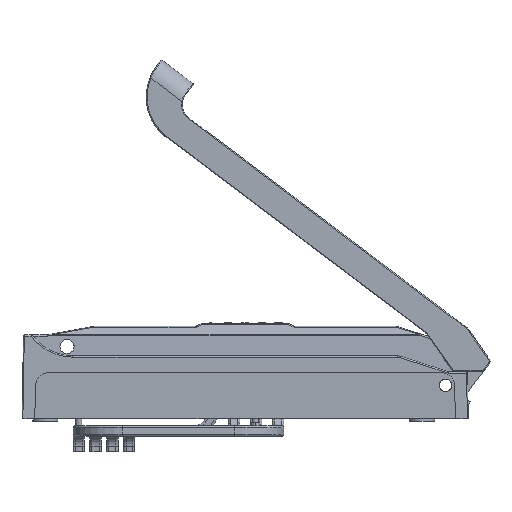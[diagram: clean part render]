
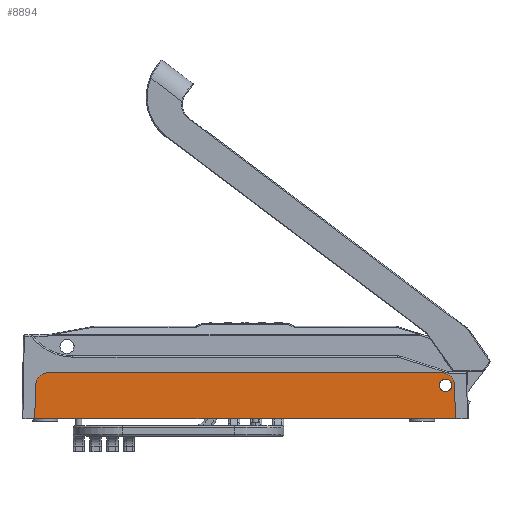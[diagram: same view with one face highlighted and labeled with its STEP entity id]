
A CAD part, front view. The second image highlights one B-rep face of the part: STEP entity #8894.
In plain terms, the highlighted planar face has unit normal (0, -1, -0.018).
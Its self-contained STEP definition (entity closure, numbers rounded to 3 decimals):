
#36=DIRECTION('',(1.,0.,0.));
#37=VECTOR('',#36,100.);
#38=CARTESIAN_POINT('',(-50.,-12.558,0.));
#39=LINE('',#38,#37);
#1677=CARTESIAN_POINT('',(-49.717,-12.699,
8.105));
#1678=CARTESIAN_POINT('',(-49.708,-12.704,
8.367));
#1679=CARTESIAN_POINT('',(-49.624,-12.713,
8.87));
#1680=CARTESIAN_POINT('',(-49.308,-12.725,
9.579));
#1681=CARTESIAN_POINT('',(-48.825,-12.736,
10.181));
#1682=CARTESIAN_POINT('',(-48.207,-12.744,
10.643));
#1683=CARTESIAN_POINT('',(-47.487,-12.749,
10.933));
#1684=CARTESIAN_POINT('',(-46.981,-12.75,11.));
#1685=CARTESIAN_POINT('',(-46.719,-12.75,11.));
#1687=CARTESIAN_POINT('',(46.719,-12.75,11.));
#1688=CARTESIAN_POINT('',(46.981,-12.75,11.));
#1689=CARTESIAN_POINT('',(47.487,-12.749,10.933));
#1690=CARTESIAN_POINT('',(48.207,-12.744,10.643));
#1691=CARTESIAN_POINT('',(48.825,-12.736,10.181));
#1692=CARTESIAN_POINT('',(49.308,-12.725,9.579));
#1693=CARTESIAN_POINT('',(49.624,-12.713,8.87));
#1694=CARTESIAN_POINT('',(49.708,-12.704,8.367));
#1695=CARTESIAN_POINT('',(49.717,-12.699,8.105));
#1697=CARTESIAN_POINT('',(49.1,-12.698,8.));
#1698=CARTESIAN_POINT('',(49.1,-12.7,8.147));
#1699=CARTESIAN_POINT('',(49.059,-12.705,8.428));
#1700=CARTESIAN_POINT('',(48.878,-12.712,8.824));
#1701=CARTESIAN_POINT('',(48.597,-12.718,9.147));
#1702=CARTESIAN_POINT('',(48.237,-12.722,9.381));
#1703=CARTESIAN_POINT('',(47.821,-12.724,9.504));
#1704=CARTESIAN_POINT('',(47.391,-12.724,9.506));
#1705=CARTESIAN_POINT('',(46.975,-12.722,9.386));
#1706=CARTESIAN_POINT('',(46.611,-12.718,9.155));
#1707=CARTESIAN_POINT('',(46.325,-12.712,8.83));
#1708=CARTESIAN_POINT('',(46.141,-12.705,8.43));
#1709=CARTESIAN_POINT('',(46.1,-12.7,8.148));
#1710=CARTESIAN_POINT('',(46.1,-12.698,8.));
#1712=CARTESIAN_POINT('',(46.1,-12.698,8.));
#1713=CARTESIAN_POINT('',(46.1,-12.695,7.853));
#1714=CARTESIAN_POINT('',(46.141,-12.69,7.572));
#1715=CARTESIAN_POINT('',(46.322,-12.683,7.176));
#1716=CARTESIAN_POINT('',(46.603,-12.678,6.853));
#1717=CARTESIAN_POINT('',(46.963,-12.674,6.619));
#1718=CARTESIAN_POINT('',(47.379,-12.671,6.496));
#1719=CARTESIAN_POINT('',(47.809,-12.671,6.494));
#1720=CARTESIAN_POINT('',(48.225,-12.673,6.614));
#1721=CARTESIAN_POINT('',(48.589,-12.677,6.845));
#1722=CARTESIAN_POINT('',(48.875,-12.683,7.17));
#1723=CARTESIAN_POINT('',(49.059,-12.69,7.57));
#1724=CARTESIAN_POINT('',(49.1,-12.695,7.852));
#1725=CARTESIAN_POINT('',(49.1,-12.698,8.));
#1731=DIRECTION('',(-0.035,0.017,-0.999));
#1732=VECTOR('',#1731,8.111);
#1733=CARTESIAN_POINT('',(-49.717,-12.699,
8.105));
#1734=LINE('',#1733,#1732);
#4795=DIRECTION('',(-0.035,-0.017,0.999));
#4796=VECTOR('',#4795,8.111);
#4797=CARTESIAN_POINT('',(50.,-12.558,0.));
#4798=LINE('',#4797,#4796);
#4817=DIRECTION('',(-1.,0.,0.));
#4818=VECTOR('',#4817,93.438);
#4819=CARTESIAN_POINT('',(46.719,-12.75,11.));
#4820=LINE('',#4819,#4818);
#5431=CARTESIAN_POINT('',(-50.,-12.558,0.));
#5432=VERTEX_POINT('',#5431);
#5433=CARTESIAN_POINT('',(50.,-12.558,0.));
#5434=VERTEX_POINT('',#5433);
#5962=CARTESIAN_POINT('',(46.1,-12.698,8.));
#5964=VERTEX_POINT('',#5962);
#5965=VERTEX_POINT('',#1697);
#6413=CARTESIAN_POINT('',(49.717,-12.699,8.105));
#6414=VERTEX_POINT('',#6413);
#6415=CARTESIAN_POINT('',(-49.717,-12.699,
8.105));
#6416=VERTEX_POINT('',#6415);
#6417=VERTEX_POINT('',#1685);
#6418=CARTESIAN_POINT('',(46.719,-12.75,11.));
#6419=VERTEX_POINT('',#6418);
#8872=CARTESIAN_POINT('',(51.717,-12.75,11.));
#8873=DIRECTION('',(0.,1.,0.017));
#8874=DIRECTION('',(-1.,0.,0.));
#8875=AXIS2_PLACEMENT_3D('',#8872,#8873,#8874);
#8876=PLANE('',#8875);
#8877=ORIENTED_EDGE('',*,*,#6763,.F.);
#8879=ORIENTED_EDGE('',*,*,#8878,.F.);
#8881=ORIENTED_EDGE('',*,*,#8880,.T.);
#8883=ORIENTED_EDGE('',*,*,#8882,.F.);
#8885=ORIENTED_EDGE('',*,*,#8884,.T.);
#8887=ORIENTED_EDGE('',*,*,#8886,.F.);
#8888=EDGE_LOOP('',(#8877,#8879,#8881,#8883,#8885,#8887));
#8889=FACE_OUTER_BOUND('',#8888,.F.);
#8890=ORIENTED_EDGE('',*,*,#8851,.T.);
#8891=ORIENTED_EDGE('',*,*,#8867,.T.);
#8892=EDGE_LOOP('',(#8890,#8891));
#8893=FACE_BOUND('',#8892,.F.);
#1686=B_SPLINE_CURVE_WITH_KNOTS('',3,(#1677,#1678,#1679,#1680,#1681,#1682,#1683,
#1684,#1685),.UNSPECIFIED.,.F.,.F.,(4,1,1,1,1,1,4),(0.,0.167,
0.333,0.5,0.667,0.833,1.),
.UNSPECIFIED.);
#1696=B_SPLINE_CURVE_WITH_KNOTS('',3,(#1687,#1688,#1689,#1690,#1691,#1692,#1693,
#1694,#1695),.UNSPECIFIED.,.F.,.F.,(4,1,1,1,1,1,4),(0.,0.167,
0.333,0.5,0.667,0.833,1.),
.UNSPECIFIED.);
#1711=B_SPLINE_CURVE_WITH_KNOTS('',3,(#1697,#1698,#1699,#1700,#1701,#1702,#1703,
#1704,#1705,#1706,#1707,#1708,#1709,#1710),.UNSPECIFIED.,.F.,.F.,(4,1,1,1,1,1,1,
1,1,1,1,4),(0.,0.091,0.182,0.273,
0.364,0.455,0.545,0.636,
0.727,0.818,0.909,1.),.UNSPECIFIED.);
#1726=B_SPLINE_CURVE_WITH_KNOTS('',3,(#1712,#1713,#1714,#1715,#1716,#1717,#1718,
#1719,#1720,#1721,#1722,#1723,#1724,#1725),.UNSPECIFIED.,.F.,.F.,(4,1,1,1,1,1,1,
1,1,1,1,4),(0.,0.091,0.182,0.273,
0.364,0.455,0.545,0.636,
0.727,0.818,0.909,1.),.UNSPECIFIED.);
#6763=EDGE_CURVE('',#5432,#5434,#39,.T.);
#8851=EDGE_CURVE('',#5965,#5964,#1711,.T.);
#8867=EDGE_CURVE('',#5964,#5965,#1726,.T.);
#8878=EDGE_CURVE('',#6416,#5432,#1734,.T.);
#8880=EDGE_CURVE('',#6416,#6417,#1686,.T.);
#8882=EDGE_CURVE('',#6419,#6417,#4820,.T.);
#8884=EDGE_CURVE('',#6419,#6414,#1696,.T.);
#8886=EDGE_CURVE('',#5434,#6414,#4798,.T.);
#8894=ADVANCED_FACE('',(#8889,#8893),#8876,.F.);
